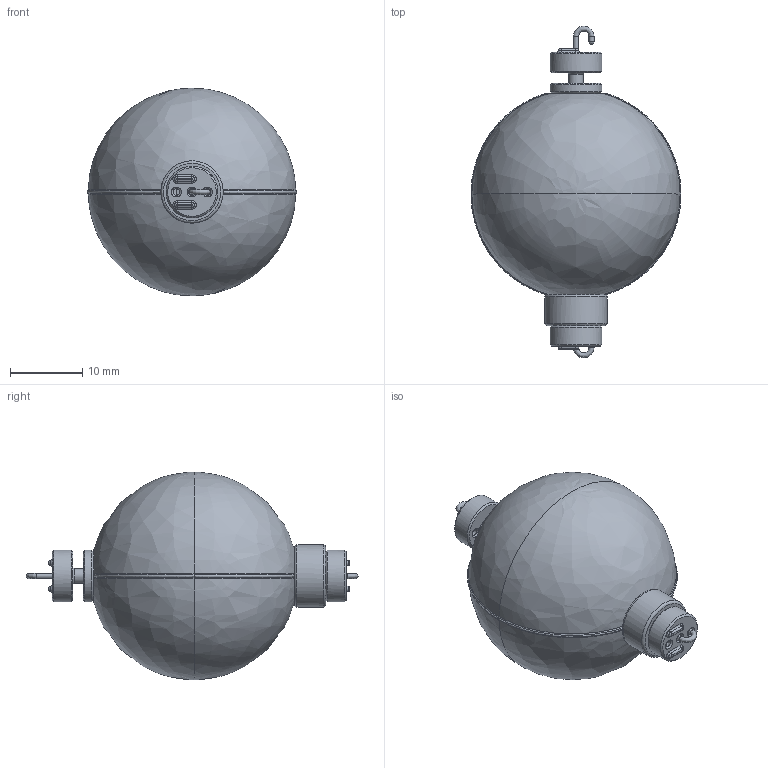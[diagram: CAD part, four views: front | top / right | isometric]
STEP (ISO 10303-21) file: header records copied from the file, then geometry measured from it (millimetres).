
FILE_DESCRIPTION(('FreeCAD Model'),'2;1');
FILE_NAME('Open CASCADE Shape Model','2025-05-03T09:14:04',('FreeCAD'),( 'FreeCAD'),'Open CASCADE STEP processor 7.6','FreeCAD','Unknown');
FILE_SCHEMA(('AUTOMOTIVE_DESIGN { 1 0 10303 214 1 1 1 1 }'));
Length unit declared in the file: millimetre
Products named in the file (1): Open CASCADE STEP translator 7.6 1
Bounding box: 29.09 x 45.99 x 28.75 mm (x, y, z)
Volume: 12939.7 mm3; surface area: 5740.6 mm2
Topology: 8 solids, 8 shells, 142 faces, 305 edges, 185 vertices
Faces by surface type: bspline 142
Entity records: 6040 total; most frequent: CARTESIAN_POINT 4318, ORIENTED_EDGE 600, EDGE_CURVE 300, VERTEX_POINT 183, FACE_BOUND 167, EDGE_LOOP 167, ADVANCED_FACE 142, B_SPLINE_CURVE_WITH_KNOTS 91
